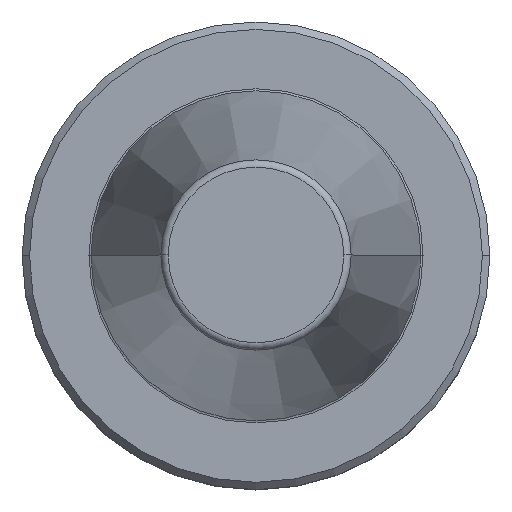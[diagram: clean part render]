
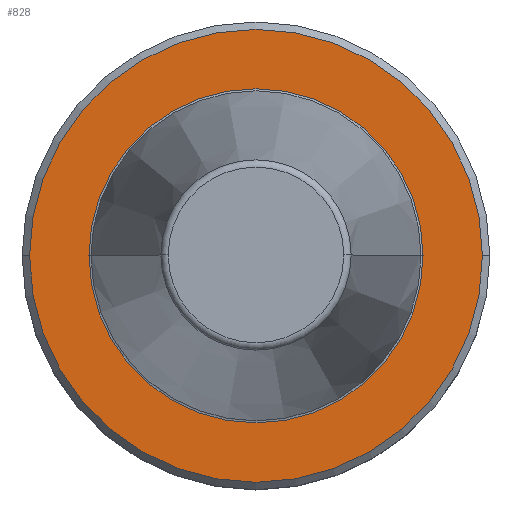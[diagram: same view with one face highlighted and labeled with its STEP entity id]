
A CAD part, top view. The second image highlights one B-rep face of the part: STEP entity #828.
In plain terms, the highlighted planar face has unit normal (0, 0, 1).
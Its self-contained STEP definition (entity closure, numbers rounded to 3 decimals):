
#35 = VERTEX_POINT ( 'NONE', #776 ) ;
#36 = DIRECTION ( 'NONE',  ( 1., 0., 0. ) ) ;
#70 = CIRCLE ( 'NONE', #413, 30.5 ) ;
#93 = AXIS2_PLACEMENT_3D ( 'NONE', #296, #854, #367 ) ;
#101 = EDGE_CURVE ( 'NONE', #362, #642, #276, .T. ) ;
#117 = FACE_BOUND ( 'NONE', #589, .T. ) ;
#123 = AXIS2_PLACEMENT_3D ( 'NONE', #985, #346, #909 ) ;
#167 = EDGE_CURVE ( 'NONE', #326, #35, #648, .T. ) ;
#203 = EDGE_LOOP ( 'NONE', ( #472, #383 ) ) ;
#239 = CARTESIAN_POINT ( 'NONE',  ( 30.5, 0., -67.4 ) ) ;
#276 = CIRCLE ( 'NONE', #582, 22.5 ) ;
#296 = CARTESIAN_POINT ( 'NONE',  ( 0., 0., -67.4 ) ) ;
#326 = VERTEX_POINT ( 'NONE', #239 ) ;
#345 = PLANE ( 'NONE',  #123 ) ;
#346 = DIRECTION ( 'NONE',  ( 0., 0., -1. ) ) ;
#362 = VERTEX_POINT ( 'NONE', #559 ) ;
#367 = DIRECTION ( 'NONE',  ( 1., 0., 0. ) ) ;
#383 = ORIENTED_EDGE ( 'NONE', *, *, #167, .T. ) ;
#413 = AXIS2_PLACEMENT_3D ( 'NONE', #491, #1050, #571 ) ;
#472 = ORIENTED_EDGE ( 'NONE', *, *, #686, .T. ) ;
#487 = CARTESIAN_POINT ( 'NONE',  ( 0., 0., -67.4 ) ) ;
#491 = CARTESIAN_POINT ( 'NONE',  ( 0., 0., -67.4 ) ) ;
#527 = DIRECTION ( 'NONE',  ( 0., 0., 1. ) ) ;
#559 = CARTESIAN_POINT ( 'NONE',  ( -22.5, 0., -67.4 ) ) ;
#571 = DIRECTION ( 'NONE',  ( 1., 0., 0. ) ) ;
#582 = AXIS2_PLACEMENT_3D ( 'NONE', #994, #527, #36 ) ;
#589 = EDGE_LOOP ( 'NONE', ( #879, #963 ) ) ;
#624 = EDGE_CURVE ( 'NONE', #642, #362, #903, .T. ) ;
#642 = VERTEX_POINT ( 'NONE', #1011 ) ;
#648 = CIRCLE ( 'NONE', #1016, 30.5 ) ;
#676 = DIRECTION ( 'NONE',  ( 1., 0., 0. ) ) ;
#686 = EDGE_CURVE ( 'NONE', #35, #326, #70, .T. ) ;
#687 = FACE_OUTER_BOUND ( 'NONE', #203, .T. ) ;
#776 = CARTESIAN_POINT ( 'NONE',  ( -30.5, 0., -67.4 ) ) ;
#828 = ADVANCED_FACE ( 'NONE', ( #117, #687 ), #345, .F. ) ;
#847 = DIRECTION ( 'NONE',  ( 0., 0., 1. ) ) ;
#854 = DIRECTION ( 'NONE',  ( 0., 0., 1. ) ) ;
#879 = ORIENTED_EDGE ( 'NONE', *, *, #624, .F. ) ;
#903 = CIRCLE ( 'NONE', #93, 22.5 ) ;
#909 = DIRECTION ( 'NONE',  ( -1., 0., 0. ) ) ;
#963 = ORIENTED_EDGE ( 'NONE', *, *, #101, .F. ) ;
#985 = CARTESIAN_POINT ( 'NONE',  ( 0., 0., -67.4 ) ) ;
#994 = CARTESIAN_POINT ( 'NONE',  ( 0., 0., -67.4 ) ) ;
#1011 = CARTESIAN_POINT ( 'NONE',  ( 22.5, 0., -67.4 ) ) ;
#1016 = AXIS2_PLACEMENT_3D ( 'NONE', #487, #847, #676 ) ;
#1050 = DIRECTION ( 'NONE',  ( 0., 0., 1. ) ) ;
